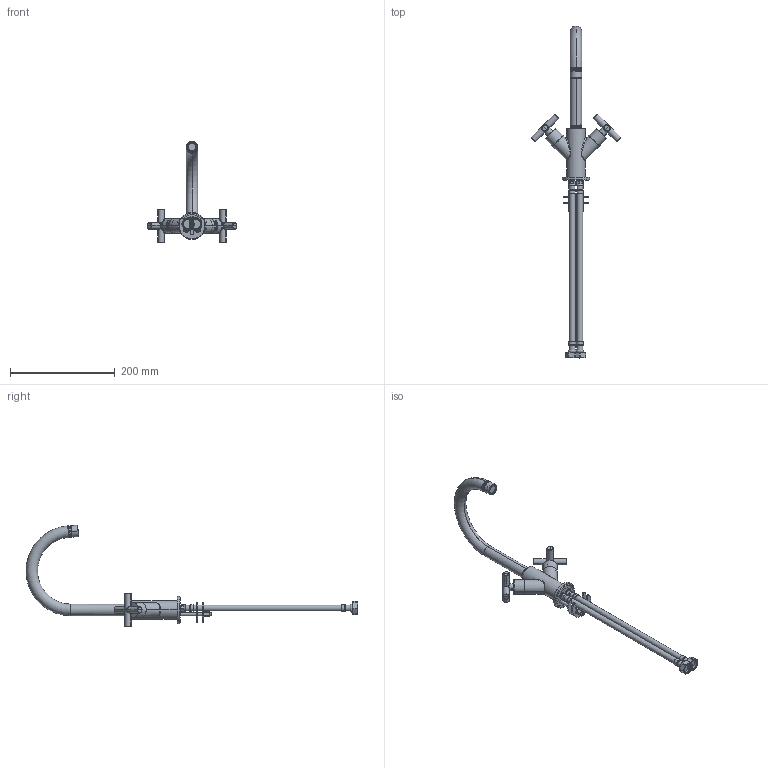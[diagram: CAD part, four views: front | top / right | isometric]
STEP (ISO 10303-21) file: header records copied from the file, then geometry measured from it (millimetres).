
FILE_DESCRIPTION(/* description */ (''),/* implementation_level */ '2;1');
FILE_NAME(/* name */ 'A010 12 00 00.stp',/* time_stamp */ '2021-01-12T12:37:50+08:00',/* author */ (''),/* organization */ (''),/* preprocessor_version */ 'ST-DEVELOPER v16.7',/* originating_system */ 'SIEMENS PLM Software NX 12.0',/* authorisation */ '');
FILE_SCHEMA (('AUTOMOTIVE_DESIGN { 1 0 10303 214 3 1 1 1 }'));
Length unit declared in the file: millimetre
Products named in the file (1): GT7FB4CE32t0d3
Bounding box: 171.73 x 634 x 194.08 mm (x, y, z)
Volume: 236568.6 mm3; surface area: 184493.3 mm2
Topology: 52 solids, 53 shells, 1845 faces, 4797 edges, 3111 vertices
Faces by surface type: plane 697, cylinder 662, torus 177, cone 151, bspline 100, sphere 58
Full cylindrical faces by diameter (mm): 4 x2, 4.8 x2, 6 x4, 7.263 x2, 8 x2, 9 x2, 10.5 x2, 10.6 x2, 11 x4, 12.5 x2, 13 x2, 18.158 x2, 32.5 x2, 35.7 x1, 43 x1, 48 x1, 52 x1
Entity records: 74250 total; most frequent: CARTESIAN_POINT 29196, DIRECTION 9441, ORIENTED_EDGE 9248, EDGE_CURVE 4624, AXIS2_PLACEMENT_3D 3835, VERTEX_POINT 3049, EDGE_LOOP 2101, CIRCLE 2073
